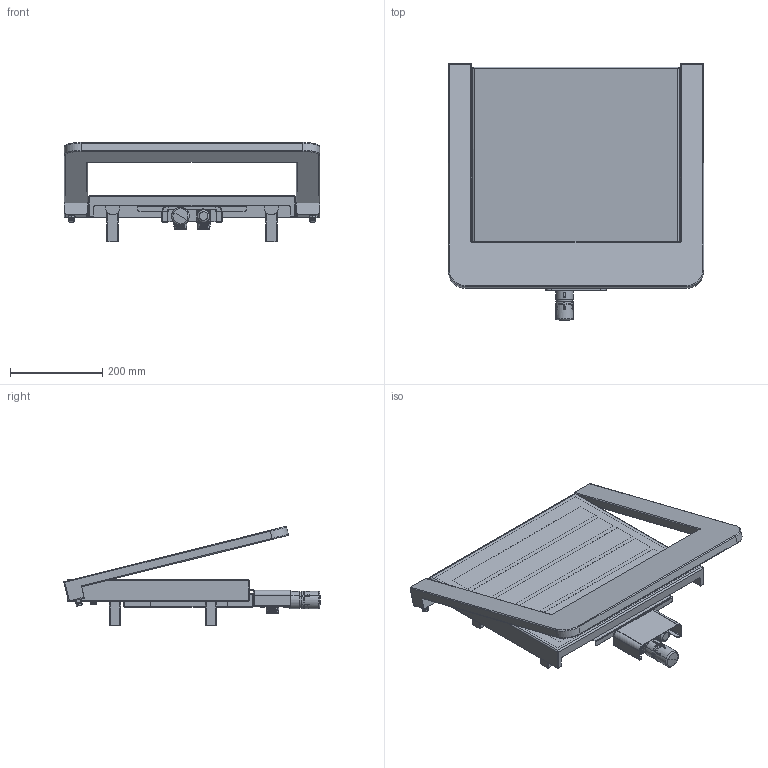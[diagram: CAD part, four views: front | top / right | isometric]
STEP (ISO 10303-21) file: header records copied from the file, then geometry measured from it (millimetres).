
FILE_DESCRIPTION((''),'2;1');
FILE_NAME('3551426102001_3D_SITO_ASM','2022-05-24T08:52:13',('pc104'),(''),'CREO PARAMETRIC BY PTC INC, 2021404','CREO PARAMETRIC BY PTC INC, 2021404','');
FILE_SCHEMA(('AUTOMOTIVE_DESIGN { 1 0 10303 214 1 1 1 1 }'));
Products named in the file (7): 3551426102001_3D_SITO; V602CRD_---_1D; V631CRD_---_1D; A33210T_---_1D; 1103000000330_ASM; 1041001240011; 3551426102001_3D_SITO_ASM
Assembly tree (9 placements, depth 3):
  3551426102001_3D_SITO_ASM
    3551426102001_3D_SITO
    1103000000330_ASM
      V602CRD_---_1D
      V631CRD_---_1D
      A33210T_---_1D  x2
    1041001240011  x3
Bounding box: 552 x 554.56 x 214.35 mm (x, y, z)
Volume: 5383334.2 mm3; surface area: 1067253 mm2
Topology: 19 solids, 19 shells, 3473 faces, 9766 edges, 6389 vertices
Faces by surface type: plane 2036, cylinder 1150, cone 156, bspline 64, torus 43, sphere 24
Entity records: 115273 total; most frequent: CARTESIAN_POINT 33959, ORIENTED_EDGE 10236, DIRECTION 10177, PRESENTATION_STYLE_ASSIGNMENT 7080, STYLED_ITEM 7006, CURVE_STYLE 5448, EDGE_CURVE 5118, AXIS2_PLACEMENT_3D 3545
